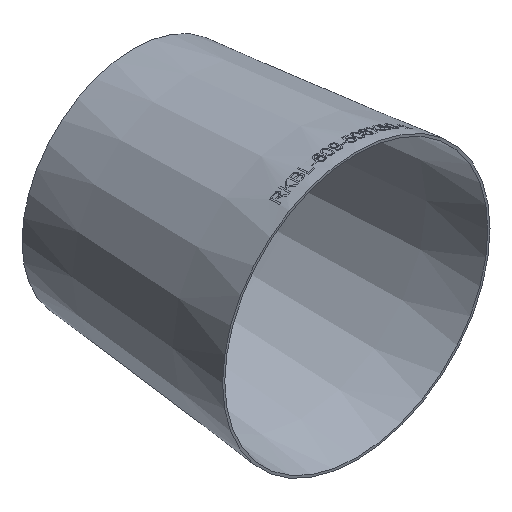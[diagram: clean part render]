
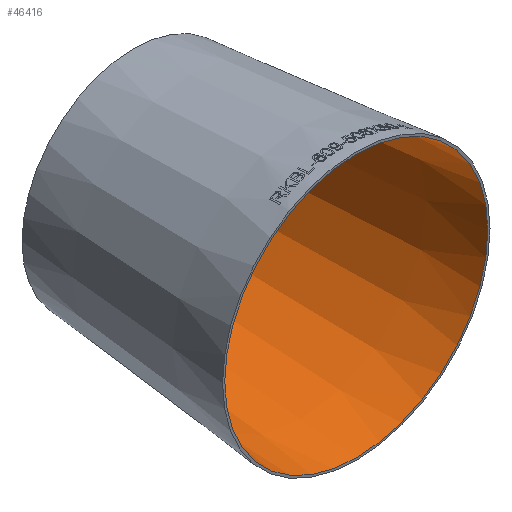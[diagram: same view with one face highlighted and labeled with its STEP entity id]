
A CAD part, isometric view. The second image highlights one B-rep face of the part: STEP entity #46416.
In plain terms, the highlighted conical face has half-angle 5.711 degrees and reference radius 299.775 mm.
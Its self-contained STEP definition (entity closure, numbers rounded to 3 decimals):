
#7799 = EDGE_LOOP ( 'NONE', ( #52490 ) ) ;
#9048 = DIRECTION ( 'NONE',  ( 0., 0., -1. ) ) ;
#11321 = CIRCLE ( 'NONE', #32769, 299.775 ) ;
#13251 = CARTESIAN_POINT ( 'NONE',  ( 0., 0., 0. ) ) ;
#15472 = EDGE_LOOP ( 'NONE', ( #46764 ) ) ;
#16361 = DIRECTION ( 'NONE',  ( 0., 0., -1. ) ) ;
#17211 = CARTESIAN_POINT ( 'NONE',  ( 0., 0., 0. ) ) ;
#18024 = DIRECTION ( 'NONE',  ( 0., -1., 0. ) ) ;
#24034 = CONICAL_SURFACE ( 'NONE', #35649, 299.775, 0.1 ) ;
#27780 = VERTEX_POINT ( 'NONE', #32250 ) ;
#28324 = VERTEX_POINT ( 'NONE', #53243 ) ;
#29775 = CARTESIAN_POINT ( 'NONE',  ( 0., 508., 0. ) ) ;
#32250 = CARTESIAN_POINT ( 'NONE',  ( 0., 0., -299.775 ) ) ;
#32769 = AXIS2_PLACEMENT_3D ( 'NONE', #17211, #46553, #16361 ) ;
#33683 = DIRECTION ( 'NONE',  ( 0., 0., -1. ) ) ;
#34524 = FACE_OUTER_BOUND ( 'NONE', #7799, .T. ) ;
#34672 = AXIS2_PLACEMENT_3D ( 'NONE', #29775, #43956, #33683 ) ;
#35649 = AXIS2_PLACEMENT_3D ( 'NONE', #13251, #18024, #9048 ) ;
#39565 = FACE_BOUND ( 'NONE', #15472, .T. ) ;
#41996 = EDGE_CURVE ( 'NONE', #28324, #28324, #49813, .T. ) ;
#43956 = DIRECTION ( 'NONE',  ( 0., -1., 0. ) ) ;
#46416 = ADVANCED_FACE ( 'NONE', ( #39565, #34524 ), #24034, .F. ) ;
#46553 = DIRECTION ( 'NONE',  ( 0., -1., 0. ) ) ;
#46764 = ORIENTED_EDGE ( 'NONE', *, *, #41996, .F. ) ;
#49569 = EDGE_CURVE ( 'NONE', #27780, #27780, #11321, .T. ) ;
#49813 = CIRCLE ( 'NONE', #34672, 248.975 ) ;
#52490 = ORIENTED_EDGE ( 'NONE', *, *, #49569, .T. ) ;
#53243 = CARTESIAN_POINT ( 'NONE',  ( 0., 508., -248.975 ) ) ;
